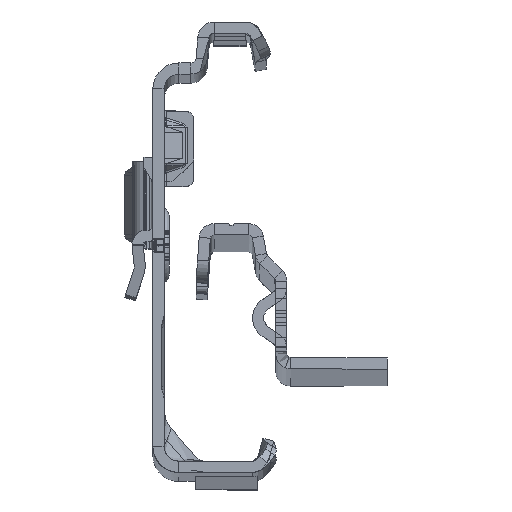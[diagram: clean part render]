
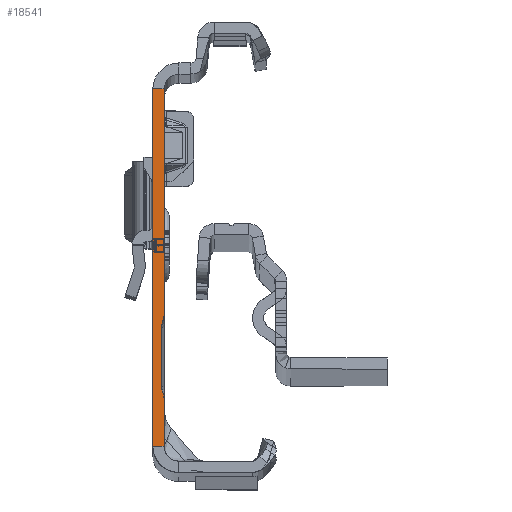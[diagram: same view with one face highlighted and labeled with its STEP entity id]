
A CAD part, top view. The second image highlights one B-rep face of the part: STEP entity #18541.
In plain terms, the highlighted planar face has unit normal (0, 0, 1).
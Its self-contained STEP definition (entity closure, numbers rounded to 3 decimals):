
#225 = ORIENTED_EDGE ( 'NONE', *, *, #12130, .F. ) ;
#370 = DIRECTION ( 'NONE',  ( 0., 0., -1. ) ) ;
#400 = LINE ( 'NONE', #4431, #3758 ) ;
#631 = CARTESIAN_POINT ( 'NONE',  ( -1.5, -25.865, 0. ) ) ;
#825 = DIRECTION ( 'NONE',  ( 0., -1., 0. ) ) ;
#1501 = CIRCLE ( 'NONE', #16171, 1. ) ;
#1643 = ORIENTED_EDGE ( 'NONE', *, *, #9628, .F. ) ;
#1730 = EDGE_CURVE ( 'NONE', #1900, #4285, #4351, .T. ) ;
#1900 = VERTEX_POINT ( 'NONE', #22843 ) ;
#1922 = DIRECTION ( 'NONE',  ( 0., 0., 1. ) ) ;
#2158 = ORIENTED_EDGE ( 'NONE', *, *, #10934, .F. ) ;
#2356 = CIRCLE ( 'NONE', #17913, 2.5 ) ;
#2890 = VERTEX_POINT ( 'NONE', #27361 ) ;
#3745 = LINE ( 'NONE', #18228, #26313 ) ;
#3758 = VECTOR ( 'NONE', #6244, 1000. ) ;
#4041 = DIRECTION ( 'NONE',  ( -1., 0., 0. ) ) ;
#4095 = ORIENTED_EDGE ( 'NONE', *, *, #15887, .F. ) ;
#4215 = CARTESIAN_POINT ( 'NONE',  ( 0., -25.865, 0. ) ) ;
#4285 = VERTEX_POINT ( 'NONE', #9083 ) ;
#4351 = LINE ( 'NONE', #4485, #12548 ) ;
#4431 = CARTESIAN_POINT ( 'NONE',  ( 0., -25.865, 0. ) ) ;
#4479 = EDGE_CURVE ( 'NONE', #17345, #21274, #17258, .T. ) ;
#4485 = CARTESIAN_POINT ( 'NONE',  ( 0., 22.135, 0. ) ) ;
#4602 = ORIENTED_EDGE ( 'NONE', *, *, #6273, .T. ) ;
#4842 = CARTESIAN_POINT ( 'NONE',  ( -0.4, -9.865, 0. ) ) ;
#5887 = DIRECTION ( 'NONE',  ( 0., 0., 1. ) ) ;
#6056 = VERTEX_POINT ( 'NONE', #10310 ) ;
#6075 = PLANE ( 'NONE',  #22650 ) ;
#6129 = DIRECTION ( 'NONE',  ( 0., 0., -1. ) ) ;
#6188 = VECTOR ( 'NONE', #14166, 1000. ) ;
#6244 = DIRECTION ( 'NONE',  ( -1., 0., 0. ) ) ;
#6273 = EDGE_CURVE ( 'NONE', #4285, #11306, #27186, .T. ) ;
#6521 = CARTESIAN_POINT ( 'NONE',  ( -0.234, -18.442, 0. ) ) ;
#6950 = VECTOR ( 'NONE', #825, 1000. ) ;
#8043 = DIRECTION ( 'NONE',  ( -1., 0., 0. ) ) ;
#8574 = VERTEX_POINT ( 'NONE', #16796 ) ;
#8662 = CARTESIAN_POINT ( 'NONE',  ( -0.234, -18.442, 0. ) ) ;
#8746 = LINE ( 'NONE', #4842, #6950 ) ;
#8918 = VECTOR ( 'NONE', #27157, 1000. ) ;
#8972 = ORIENTED_EDGE ( 'NONE', *, *, #12577, .F. ) ;
#9083 = CARTESIAN_POINT ( 'NONE',  ( -1.5, 22.135, 0. ) ) ;
#9361 = DIRECTION ( 'NONE',  ( 0., -1., 0. ) ) ;
#9628 = EDGE_CURVE ( 'NONE', #6056, #13147, #22945, .T. ) ;
#10099 = CARTESIAN_POINT ( 'NONE',  ( -0.234, -9.288, 0. ) ) ;
#10310 = CARTESIAN_POINT ( 'NONE',  ( -0.234, -9.288, 0. ) ) ;
#10383 = DIRECTION ( 'NONE',  ( 0., -1., 0. ) ) ;
#10934 = EDGE_CURVE ( 'NONE', #15724, #8574, #17034, .T. ) ;
#11306 = VERTEX_POINT ( 'NONE', #631 ) ;
#11684 = ORIENTED_EDGE ( 'NONE', *, *, #22713, .F. ) ;
#11956 = ORIENTED_EDGE ( 'NONE', *, *, #16176, .F. ) ;
#12130 = EDGE_CURVE ( 'NONE', #13147, #24893, #1501, .T. ) ;
#12230 = DIRECTION ( 'NONE',  ( 0., -1., 0. ) ) ;
#12360 = DIRECTION ( 'NONE',  ( 0., 0., 1. ) ) ;
#12465 = CARTESIAN_POINT ( 'NONE',  ( -1.5, 24.135, 0. ) ) ;
#12548 = VECTOR ( 'NONE', #19405, 1000. ) ;
#12577 = EDGE_CURVE ( 'NONE', #21274, #15724, #14926, .T. ) ;
#12803 = AXIS2_PLACEMENT_3D ( 'NONE', #14095, #5887, #22895 ) ;
#13117 = ORIENTED_EDGE ( 'NONE', *, *, #4479, .F. ) ;
#13147 = VERTEX_POINT ( 'NONE', #24810 ) ;
#13295 = CARTESIAN_POINT ( 'NONE',  ( -2.5, -19.499, 0. ) ) ;
#13408 = CARTESIAN_POINT ( 'NONE',  ( 0., 24.135, 0. ) ) ;
#14095 = CARTESIAN_POINT ( 'NONE',  ( 0.6, -17.865, 0. ) ) ;
#14166 = DIRECTION ( 'NONE',  ( 0., -1., 0. ) ) ;
#14926 = LINE ( 'NONE', #8662, #25557 ) ;
#14957 = FACE_OUTER_BOUND ( 'NONE', #23014, .T. ) ;
#15288 = ORIENTED_EDGE ( 'NONE', *, *, #1730, .T. ) ;
#15724 = VERTEX_POINT ( 'NONE', #6521 ) ;
#15873 = CARTESIAN_POINT ( 'NONE',  ( -0.4, -9.865, 0. ) ) ;
#15887 = EDGE_CURVE ( 'NONE', #24893, #17345, #8746, .T. ) ;
#16171 = AXIS2_PLACEMENT_3D ( 'NONE', #18794, #12360, #8043 ) ;
#16176 = EDGE_CURVE ( 'NONE', #8574, #17790, #22350, .T. ) ;
#16796 = CARTESIAN_POINT ( 'NONE',  ( 0., -19.499, 0. ) ) ;
#16863 = CARTESIAN_POINT ( 'NONE',  ( -2.5, -8.231, 0. ) ) ;
#17034 = CIRCLE ( 'NONE', #25071, 2.5 ) ;
#17258 = CIRCLE ( 'NONE', #12803, 1. ) ;
#17345 = VERTEX_POINT ( 'NONE', #27151 ) ;
#17774 = DIRECTION ( 'NONE',  ( 1., 0., 0. ) ) ;
#17790 = VERTEX_POINT ( 'NONE', #4215 ) ;
#17913 = AXIS2_PLACEMENT_3D ( 'NONE', #16863, #6129, #4041 ) ;
#18228 = CARTESIAN_POINT ( 'NONE',  ( 0., 24.135, 0. ) ) ;
#18541 = ADVANCED_FACE ( 'NONE', ( #14957 ), #6075, .T. ) ;
#18794 = CARTESIAN_POINT ( 'NONE',  ( 0.6, -9.865, 0. ) ) ;
#19405 = DIRECTION ( 'NONE',  ( -1., 0., 0. ) ) ;
#19662 = ORIENTED_EDGE ( 'NONE', *, *, #20490, .F. ) ;
#20490 = EDGE_CURVE ( 'NONE', #1900, #2890, #3745, .T. ) ;
#21274 = VERTEX_POINT ( 'NONE', #24122 ) ;
#21731 = VECTOR ( 'NONE', #9361, 1000. ) ;
#22350 = LINE ( 'NONE', #13408, #21731 ) ;
#22650 = AXIS2_PLACEMENT_3D ( 'NONE', #12465, #1922, #10383 ) ;
#22713 = EDGE_CURVE ( 'NONE', #2890, #6056, #2356, .T. ) ;
#22843 = CARTESIAN_POINT ( 'NONE',  ( 0., 22.135, 0. ) ) ;
#22895 = DIRECTION ( 'NONE',  ( 1., 0., 0. ) ) ;
#22945 = LINE ( 'NONE', #10099, #8918 ) ;
#23014 = EDGE_LOOP ( 'NONE', ( #11684, #19662, #15288, #4602, #25843, #11956, #2158, #8972, #13117, #4095, #225, #1643 ) ) ;
#23573 = DIRECTION ( 'NONE',  ( 0.423, -0.906, 0. ) ) ;
#24122 = CARTESIAN_POINT ( 'NONE',  ( -0.306, -18.288, 0. ) ) ;
#24810 = CARTESIAN_POINT ( 'NONE',  ( -0.306, -9.443, 0. ) ) ;
#24893 = VERTEX_POINT ( 'NONE', #15873 ) ;
#25071 = AXIS2_PLACEMENT_3D ( 'NONE', #13295, #370, #17774 ) ;
#25086 = CARTESIAN_POINT ( 'NONE',  ( -1.5, 24.135, 0. ) ) ;
#25557 = VECTOR ( 'NONE', #23573, 1000. ) ;
#25798 = EDGE_CURVE ( 'NONE', #17790, #11306, #400, .T. ) ;
#25843 = ORIENTED_EDGE ( 'NONE', *, *, #25798, .F. ) ;
#26313 = VECTOR ( 'NONE', #12230, 1000. ) ;
#27151 = CARTESIAN_POINT ( 'NONE',  ( -0.4, -17.865, 0. ) ) ;
#27157 = DIRECTION ( 'NONE',  ( -0.423, -0.906, 0. ) ) ;
#27186 = LINE ( 'NONE', #25086, #6188 ) ;
#27361 = CARTESIAN_POINT ( 'NONE',  ( 0., -8.231, 0. ) ) ;
